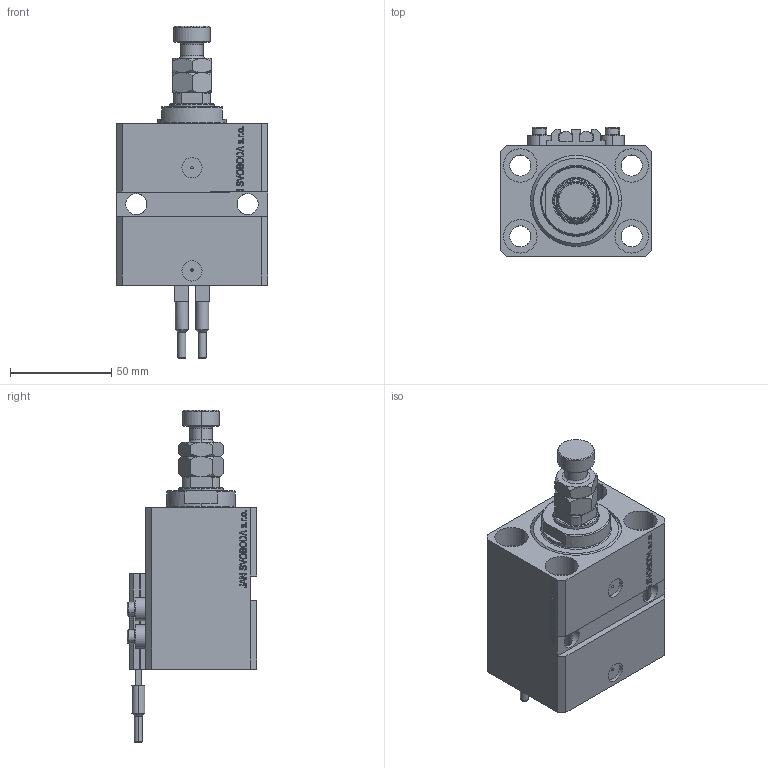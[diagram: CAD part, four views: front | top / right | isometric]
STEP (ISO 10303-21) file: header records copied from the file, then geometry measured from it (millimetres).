
FILE_DESCRIPTION (( 'STEP AP203' ), '1' );
FILE_NAME ('1a1e.STEP', '2023-10-07T18:13:43', ( '' ), ( '' ), 'SwSTEP 2.0', 'SolidWorks 2019', '' );
FILE_SCHEMA (( 'CONFIG_CONTROL_DESIGN' ));
Length unit declared in the file: millimetre
Products named in the file (7): SWITCH_V250CE dc6ce5f2bcfe0ed26079ec6d7e257085; V250CE_VC_E dc6ce5f2bcfe0ed26079ec6d7e257085; MFA dc6ce5f2bcfe0ed26079ec6d7e257085; ALLEN BOLT V250CE dc6ce5f2bcfe0ed26079ec6d7e257085; 1a1e; V250CE_C_VCP dc6ce5f2bcfe0ed26079ec6d7e257085; V250CE_E_Body dc6ce5f2bcfe0ed26079ec6d7e257085
Assembly tree (10 placements, depth 2):
  1a1e
    V250CE_E_Body dc6ce5f2bcfe0ed26079ec6d7e257085
    ALLEN BOLT V250CE dc6ce5f2bcfe0ed26079ec6d7e257085  x4
    V250CE_C_VCP dc6ce5f2bcfe0ed26079ec6d7e257085
    V250CE_VC_E dc6ce5f2bcfe0ed26079ec6d7e257085
    MFA dc6ce5f2bcfe0ed26079ec6d7e257085
    SWITCH_V250CE dc6ce5f2bcfe0ed26079ec6d7e257085  x2
Bounding box: 75 x 64 x 164 mm (x, y, z)
Volume: 295534.9 mm3; surface area: 79910.5 mm2
Topology: 11 solids, 11 shells, 1168 faces, 2880 edges, 1849 vertices
Faces by surface type: plane 562, bspline 354, cylinder 142, cone 88, torus 22
Entity records: 49330 total; most frequent: CARTESIAN_POINT 25359, ORIENTED_EDGE 5342, DIRECTION 3609, EDGE_CURVE 2671, VERTEX_POINT 1735, VECTOR 1571, LINE 1571, EDGE_LOOP 1200
